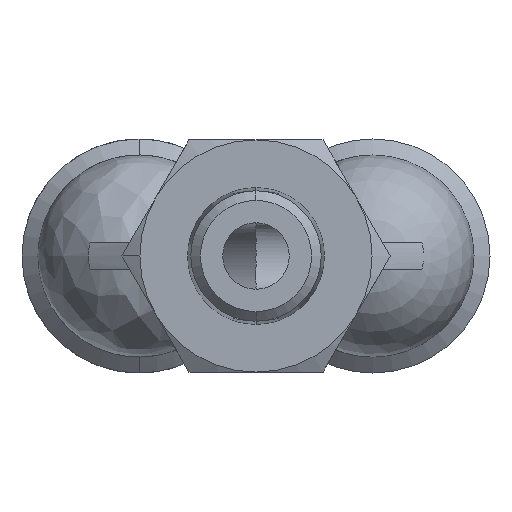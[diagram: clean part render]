
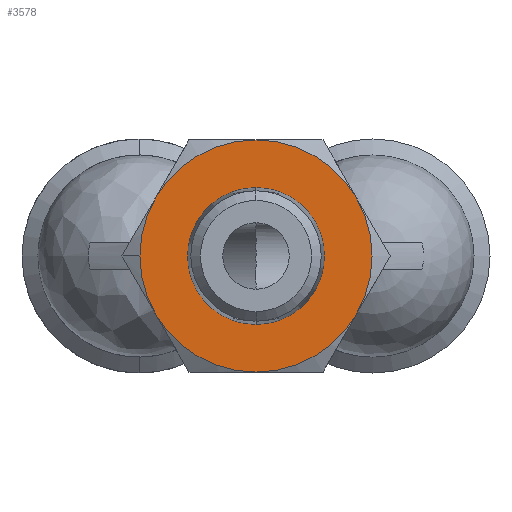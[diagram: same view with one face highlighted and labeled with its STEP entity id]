
A CAD part, front view. The second image highlights one B-rep face of the part: STEP entity #3578.
In plain terms, the highlighted planar face has unit normal (0, -1, 0).
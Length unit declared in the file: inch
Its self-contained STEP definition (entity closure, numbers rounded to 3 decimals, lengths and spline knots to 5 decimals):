
#225 = EDGE_LOOP ( 'NONE', ( #5692, #711 ) ) ;
#542 = CIRCLE ( 'NONE', #2996, 0.20276 ) ;
#551 = VERTEX_POINT ( 'NONE', #1749 ) ;
#610 = CARTESIAN_POINT ( 'NONE',  ( 0., -0.23622, 0.20276 ) ) ;
#704 = DIRECTION ( 'NONE',  ( 0., -1., 0. ) ) ;
#711 = ORIENTED_EDGE ( 'NONE', *, *, #5895, .F. ) ;
#824 = CARTESIAN_POINT ( 'NONE',  ( 0., -0.23622, -0.20276 ) ) ;
#865 = VERTEX_POINT ( 'NONE', #2352 ) ;
#901 = CARTESIAN_POINT ( 'NONE',  ( -0.27323, -0.23622, 0. ) ) ;
#941 = CARTESIAN_POINT ( 'NONE',  ( 0., -0.23622, 0. ) ) ;
#1045 = CARTESIAN_POINT ( 'NONE',  ( 0., -0.23622, 0. ) ) ;
#1178 = CIRCLE ( 'NONE', #3745, 0.3437 ) ;
#1271 = DIRECTION ( 'NONE',  ( 0., -1., 0. ) ) ;
#1331 = CARTESIAN_POINT ( 'NONE',  ( 0., -0.23622, 0. ) ) ;
#1408 = DIRECTION ( 'NONE',  ( 0., 0., -1. ) ) ;
#1449 = DIRECTION ( 'NONE',  ( -1., 0., 0. ) ) ;
#1532 = AXIS2_PLACEMENT_3D ( 'NONE', #901, #4543, #1408 ) ;
#1559 = DIRECTION ( 'NONE',  ( -1., 0., 0. ) ) ;
#1567 = DIRECTION ( 'NONE',  ( 0., -1., 0. ) ) ;
#1749 = CARTESIAN_POINT ( 'NONE',  ( -0.29765, -0.23622, -0.17185 ) ) ;
#1830 = DIRECTION ( 'NONE',  ( -1., 0., 0. ) ) ;
#1951 = VERTEX_POINT ( 'NONE', #2431 ) ;
#1958 = DIRECTION ( 'NONE',  ( 0., -1., 0. ) ) ;
#2167 = ORIENTED_EDGE ( 'NONE', *, *, #5243, .T. ) ;
#2330 = CARTESIAN_POINT ( 'NONE',  ( 0., -0.23622, 0. ) ) ;
#2352 = CARTESIAN_POINT ( 'NONE',  ( 0.29765, -0.23622, 0.17185 ) ) ;
#2431 = CARTESIAN_POINT ( 'NONE',  ( -0.3437, -0.23622, 0. ) ) ;
#2538 = AXIS2_PLACEMENT_3D ( 'NONE', #3032, #6638, #3552 ) ;
#2617 = ORIENTED_EDGE ( 'NONE', *, *, #5974, .T. ) ;
#2727 = CARTESIAN_POINT ( 'NONE',  ( 0.29765, -0.23622, -0.17185 ) ) ;
#2769 = VERTEX_POINT ( 'NONE', #610 ) ;
#2877 = DIRECTION ( 'NONE',  ( -1., 0., 0. ) ) ;
#2991 = CARTESIAN_POINT ( 'NONE',  ( -0.29765, -0.23622, 0.17185 ) ) ;
#2996 = AXIS2_PLACEMENT_3D ( 'NONE', #4403, #1271, #4929 ) ;
#3032 = CARTESIAN_POINT ( 'NONE',  ( 0., -0.23622, 0. ) ) ;
#3337 = EDGE_CURVE ( 'NONE', #1951, #551, #5597, .T. ) ;
#3464 = EDGE_LOOP ( 'NONE', ( #4342, #4230, #2617, #5166, #2167, #3808, #6058 ) ) ;
#3552 = DIRECTION ( 'NONE',  ( -1., 0., 0. ) ) ;
#3578 = ADVANCED_FACE ( 'NONE', ( #5178, #6515 ), #5051, .T. ) ;
#3586 = AXIS2_PLACEMENT_3D ( 'NONE', #1045, #4701, #1559 ) ;
#3728 = AXIS2_PLACEMENT_3D ( 'NONE', #941, #4587, #1449 ) ;
#3745 = AXIS2_PLACEMENT_3D ( 'NONE', #4707, #1567, #5251 ) ;
#3762 = CIRCLE ( 'NONE', #3728, 0.3437 ) ;
#3808 = ORIENTED_EDGE ( 'NONE', *, *, #4043, .T. ) ;
#3812 = CARTESIAN_POINT ( 'NONE',  ( 0., -0.23622, 0. ) ) ;
#4042 = CIRCLE ( 'NONE', #5647, 0.20276 ) ;
#4043 = EDGE_CURVE ( 'NONE', #4855, #4680, #3762, .T. ) ;
#4153 = EDGE_CURVE ( 'NONE', #4680, #865, #4419, .T. ) ;
#4230 = ORIENTED_EDGE ( 'NONE', *, *, #5452, .T. ) ;
#4342 = ORIENTED_EDGE ( 'NONE', *, *, #6566, .T. ) ;
#4346 = DIRECTION ( 'NONE',  ( -1., 0., 0. ) ) ;
#4403 = CARTESIAN_POINT ( 'NONE',  ( 0., -0.23622, 0. ) ) ;
#4406 = VERTEX_POINT ( 'NONE', #824 ) ;
#4419 = CIRCLE ( 'NONE', #3586, 0.3437 ) ;
#4543 = DIRECTION ( 'NONE',  ( 0., -1., 0. ) ) ;
#4549 = CARTESIAN_POINT ( 'NONE',  ( 0., -0.23622, -0.3437 ) ) ;
#4587 = DIRECTION ( 'NONE',  ( 0., -1., 0. ) ) ;
#4680 = VERTEX_POINT ( 'NONE', #2727 ) ;
#4701 = DIRECTION ( 'NONE',  ( 0., -1., 0. ) ) ;
#4707 = CARTESIAN_POINT ( 'NONE',  ( 0., -0.23622, 0. ) ) ;
#4715 = AXIS2_PLACEMENT_3D ( 'NONE', #1331, #4985, #1830 ) ;
#4811 = VERTEX_POINT ( 'NONE', #5009 ) ;
#4855 = VERTEX_POINT ( 'NONE', #4549 ) ;
#4929 = DIRECTION ( 'NONE',  ( 0., 0., 1. ) ) ;
#4985 = DIRECTION ( 'NONE',  ( 0., -1., 0. ) ) ;
#5009 = CARTESIAN_POINT ( 'NONE',  ( 0., -0.23622, 0.3437 ) ) ;
#5051 = PLANE ( 'NONE',  #1532 ) ;
#5092 = CIRCLE ( 'NONE', #5477, 0.3437 ) ;
#5128 = CARTESIAN_POINT ( 'NONE',  ( 0., -0.23622, 0. ) ) ;
#5166 = ORIENTED_EDGE ( 'NONE', *, *, #3337, .T. ) ;
#5178 = FACE_BOUND ( 'NONE', #225, .T. ) ;
#5243 = EDGE_CURVE ( 'NONE', #551, #4855, #6375, .T. ) ;
#5251 = DIRECTION ( 'NONE',  ( 0., 0., 1. ) ) ;
#5334 = EDGE_CURVE ( 'NONE', #2769, #4406, #4042, .T. ) ;
#5452 = EDGE_CURVE ( 'NONE', #4811, #6176, #1178, .T. ) ;
#5477 = AXIS2_PLACEMENT_3D ( 'NONE', #2330, #6033, #2877 ) ;
#5597 = CIRCLE ( 'NONE', #6333, 0.3437 ) ;
#5647 = AXIS2_PLACEMENT_3D ( 'NONE', #5128, #1958, #5660 ) ;
#5660 = DIRECTION ( 'NONE',  ( 0., 0., 1. ) ) ;
#5692 = ORIENTED_EDGE ( 'NONE', *, *, #5334, .F. ) ;
#5895 = EDGE_CURVE ( 'NONE', #4406, #2769, #542, .T. ) ;
#5974 = EDGE_CURVE ( 'NONE', #6176, #1951, #5092, .T. ) ;
#6033 = DIRECTION ( 'NONE',  ( 0., -1., 0. ) ) ;
#6058 = ORIENTED_EDGE ( 'NONE', *, *, #4153, .T. ) ;
#6176 = VERTEX_POINT ( 'NONE', #2991 ) ;
#6333 = AXIS2_PLACEMENT_3D ( 'NONE', #3812, #704, #4346 ) ;
#6375 = CIRCLE ( 'NONE', #4715, 0.3437 ) ;
#6469 = CIRCLE ( 'NONE', #2538, 0.3437 ) ;
#6515 = FACE_OUTER_BOUND ( 'NONE', #3464, .T. ) ;
#6566 = EDGE_CURVE ( 'NONE', #865, #4811, #6469, .T. ) ;
#6638 = DIRECTION ( 'NONE',  ( 0., -1., 0. ) ) ;
